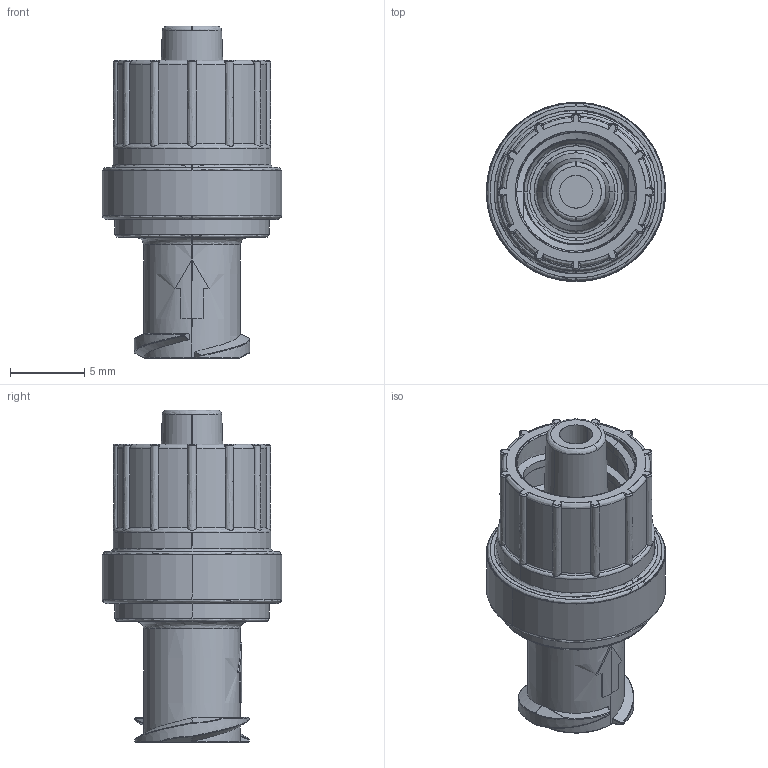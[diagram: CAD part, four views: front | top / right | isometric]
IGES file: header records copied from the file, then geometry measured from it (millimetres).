
Start section: SolidWorks IGES file using analytic representation for surfaces
Global section: file name: E-C-220015.IGS; native system: SolidWorks 2021; preprocessor: SolidWorks 2021; author: WTsang; date: 221129.144840; units: millimetre
Bounding box: 12.05 x 12.05 x 22.3 mm (x, y, z)
Surface area: 1320.4 mm2 (no closed solid volume)
Topology: 0 solids, 0 shells, 330 faces, 2893 edges, 2892 vertices
Faces by surface type: bspline 185, revolution 145
